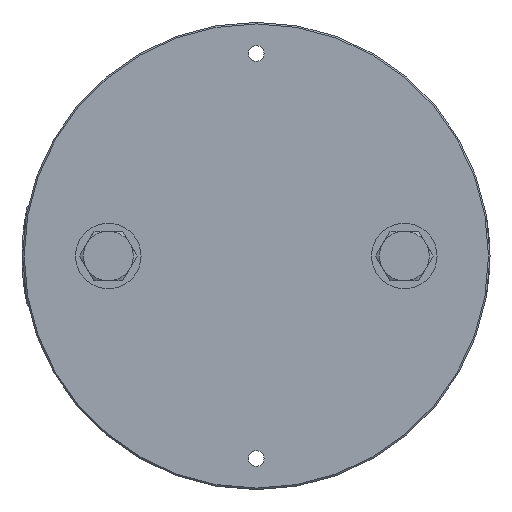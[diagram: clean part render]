
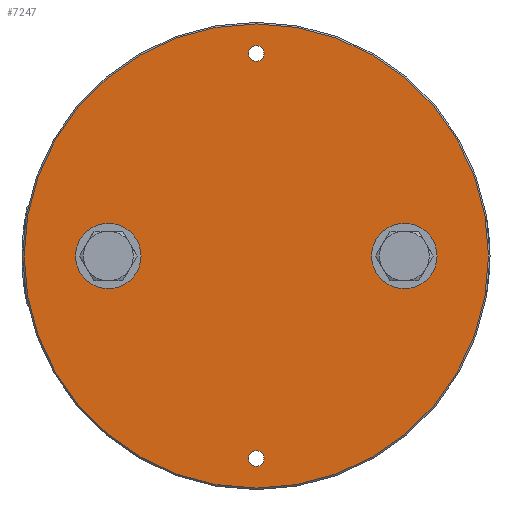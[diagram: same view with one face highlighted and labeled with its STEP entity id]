
A CAD part, left-side view. The second image highlights one B-rep face of the part: STEP entity #7247.
In plain terms, the highlighted planar face has unit normal (-1, 0, 0).
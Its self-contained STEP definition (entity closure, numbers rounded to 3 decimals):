
#58 = VERTEX_POINT ( 'NONE', #8628 ) ;
#192 = DIRECTION ( 'NONE',  ( 0., 0., 1. ) ) ;
#386 = CIRCLE ( 'NONE', #3988, 2.5 ) ;
#447 = CARTESIAN_POINT ( 'NONE',  ( -3., 0., 74.5 ) ) ;
#465 = EDGE_LOOP ( 'NONE', ( #2859, #1495 ) ) ;
#551 = FACE_BOUND ( 'NONE', #979, .T. ) ;
#572 = CIRCLE ( 'NONE', #1133, 4.25 ) ;
#711 = ORIENTED_EDGE ( 'NONE', *, *, #3895, .T. ) ;
#835 = CARTESIAN_POINT ( 'NONE',  ( -3., 47.5, 0. ) ) ;
#850 = DIRECTION ( 'NONE',  ( -1., 0., 0. ) ) ;
#875 = ORIENTED_EDGE ( 'NONE', *, *, #10209, .F. ) ;
#942 = PLANE ( 'NONE',  #5557 ) ;
#979 = EDGE_LOOP ( 'NONE', ( #875, #9656 ) ) ;
#1133 = AXIS2_PLACEMENT_3D ( 'NONE', #6689, #850, #5846 ) ;
#1283 = DIRECTION ( 'NONE',  ( -1., 0., 0. ) ) ;
#1495 = ORIENTED_EDGE ( 'NONE', *, *, #7079, .F. ) ;
#1497 = DIRECTION ( 'NONE',  ( 0., 0., -1. ) ) ;
#1929 = EDGE_CURVE ( 'NONE', #6784, #58, #9513, .T. ) ;
#2175 = CIRCLE ( 'NONE', #6102, 2.5 ) ;
#2183 = CARTESIAN_POINT ( 'NONE',  ( -3., 47.5, -4.25 ) ) ;
#2206 = CIRCLE ( 'NONE', #8404, 74.5 ) ;
#2247 = AXIS2_PLACEMENT_3D ( 'NONE', #10098, #9308, #7667 ) ;
#2559 = CARTESIAN_POINT ( 'NONE',  ( -3., 0., 0. ) ) ;
#2793 = FACE_BOUND ( 'NONE', #6584, .T. ) ;
#2857 = ORIENTED_EDGE ( 'NONE', *, *, #10067, .F. ) ;
#2859 = ORIENTED_EDGE ( 'NONE', *, *, #6805, .F. ) ;
#2948 = CIRCLE ( 'NONE', #8142, 2.5 ) ;
#3219 = CARTESIAN_POINT ( 'NONE',  ( -3., 0., 65. ) ) ;
#3359 = ORIENTED_EDGE ( 'NONE', *, *, #1929, .F. ) ;
#3399 = DIRECTION ( 'NONE',  ( -1., 0., 0. ) ) ;
#3464 = VERTEX_POINT ( 'NONE', #447 ) ;
#3477 = CARTESIAN_POINT ( 'NONE',  ( -3., -47.5, -4.25 ) ) ;
#3579 = CARTESIAN_POINT ( 'NONE',  ( -3., -47.5, 4.25 ) ) ;
#3895 = EDGE_CURVE ( 'NONE', #3464, #6857, #2206, .T. ) ;
#3981 = VERTEX_POINT ( 'NONE', #9295 ) ;
#3988 = AXIS2_PLACEMENT_3D ( 'NONE', #9278, #3399, #8413 ) ;
#4058 = DIRECTION ( 'NONE',  ( 0., 0., 1. ) ) ;
#4273 = EDGE_LOOP ( 'NONE', ( #5560, #3359 ) ) ;
#4499 = VERTEX_POINT ( 'NONE', #5779 ) ;
#4567 = DIRECTION ( 'NONE',  ( -1., 0., 0. ) ) ;
#4773 = AXIS2_PLACEMENT_3D ( 'NONE', #6297, #1283, #7139 ) ;
#4867 = CARTESIAN_POINT ( 'NONE',  ( -3., 0., -74.5 ) ) ;
#4963 = VERTEX_POINT ( 'NONE', #3579 ) ;
#5140 = EDGE_CURVE ( 'NONE', #3981, #8817, #386, .T. ) ;
#5260 = DIRECTION ( 'NONE',  ( -1., 0., 0. ) ) ;
#5371 = ORIENTED_EDGE ( 'NONE', *, *, #5528, .T. ) ;
#5528 = EDGE_CURVE ( 'NONE', #6857, #3464, #8759, .T. ) ;
#5557 = AXIS2_PLACEMENT_3D ( 'NONE', #6531, #9063, #8222 ) ;
#5560 = ORIENTED_EDGE ( 'NONE', *, *, #8444, .F. ) ;
#5779 = CARTESIAN_POINT ( 'NONE',  ( -3., 0., -62.5 ) ) ;
#5837 = DIRECTION ( 'NONE',  ( -1., 0., 0. ) ) ;
#5846 = DIRECTION ( 'NONE',  ( 0., 0., 1. ) ) ;
#6102 = AXIS2_PLACEMENT_3D ( 'NONE', #10289, #5260, #192 ) ;
#6297 = CARTESIAN_POINT ( 'NONE',  ( -3., 0., -65. ) ) ;
#6435 = CIRCLE ( 'NONE', #8776, 4.25 ) ;
#6470 = DIRECTION ( 'NONE',  ( -1., 0., 0. ) ) ;
#6531 = CARTESIAN_POINT ( 'NONE',  ( -3., 0., 0. ) ) ;
#6584 = EDGE_LOOP ( 'NONE', ( #2857, #8824 ) ) ;
#6689 = CARTESIAN_POINT ( 'NONE',  ( -3., -47.5, 0. ) ) ;
#6784 = VERTEX_POINT ( 'NONE', #2183 ) ;
#6805 = EDGE_CURVE ( 'NONE', #4963, #8851, #572, .T. ) ;
#6831 = CIRCLE ( 'NONE', #9317, 4.25 ) ;
#6857 = VERTEX_POINT ( 'NONE', #4867 ) ;
#6953 = FACE_OUTER_BOUND ( 'NONE', #9834, .T. ) ;
#7079 = EDGE_CURVE ( 'NONE', #8851, #4963, #6435, .T. ) ;
#7139 = DIRECTION ( 'NONE',  ( 0., 0., 1. ) ) ;
#7235 = FACE_BOUND ( 'NONE', #4273, .T. ) ;
#7247 = ADVANCED_FACE ( 'NONE', ( #7235, #9201, #2793, #551, #6953 ), #942, .F. ) ;
#7667 = DIRECTION ( 'NONE',  ( 0., 0., -1. ) ) ;
#7947 = CARTESIAN_POINT ( 'NONE',  ( -3., 0., -67.5 ) ) ;
#7990 = CARTESIAN_POINT ( 'NONE',  ( -3., -47.5, 0. ) ) ;
#8142 = AXIS2_PLACEMENT_3D ( 'NONE', #3219, #9068, #4058 ) ;
#8222 = DIRECTION ( 'NONE',  ( 0., 0., -1. ) ) ;
#8404 = AXIS2_PLACEMENT_3D ( 'NONE', #2559, #6470, #1497 ) ;
#8412 = CARTESIAN_POINT ( 'NONE',  ( -3., 0., 67.5 ) ) ;
#8413 = DIRECTION ( 'NONE',  ( 0., 0., 1. ) ) ;
#8444 = EDGE_CURVE ( 'NONE', #58, #6784, #6831, .T. ) ;
#8468 = VERTEX_POINT ( 'NONE', #7947 ) ;
#8628 = CARTESIAN_POINT ( 'NONE',  ( -3., 47.5, 4.25 ) ) ;
#8759 = CIRCLE ( 'NONE', #2247, 74.5 ) ;
#8763 = DIRECTION ( 'NONE',  ( -1., 0., 0. ) ) ;
#8776 = AXIS2_PLACEMENT_3D ( 'NONE', #7990, #8763, #8831 ) ;
#8817 = VERTEX_POINT ( 'NONE', #8412 ) ;
#8824 = ORIENTED_EDGE ( 'NONE', *, *, #9863, .F. ) ;
#8831 = DIRECTION ( 'NONE',  ( 0., 0., 1. ) ) ;
#8851 = VERTEX_POINT ( 'NONE', #3477 ) ;
#9063 = DIRECTION ( 'NONE',  ( 1., 0., 0. ) ) ;
#9068 = DIRECTION ( 'NONE',  ( -1., 0., 0. ) ) ;
#9072 = AXIS2_PLACEMENT_3D ( 'NONE', #835, #5837, #10902 ) ;
#9201 = FACE_BOUND ( 'NONE', #465, .T. ) ;
#9278 = CARTESIAN_POINT ( 'NONE',  ( -3., 0., 65. ) ) ;
#9295 = CARTESIAN_POINT ( 'NONE',  ( -3., 0., 62.5 ) ) ;
#9308 = DIRECTION ( 'NONE',  ( -1., 0., 0. ) ) ;
#9317 = AXIS2_PLACEMENT_3D ( 'NONE', #9616, #4567, #10478 ) ;
#9513 = CIRCLE ( 'NONE', #9072, 4.25 ) ;
#9616 = CARTESIAN_POINT ( 'NONE',  ( -3., 47.5, 0. ) ) ;
#9656 = ORIENTED_EDGE ( 'NONE', *, *, #5140, .F. ) ;
#9834 = EDGE_LOOP ( 'NONE', ( #5371, #711 ) ) ;
#9863 = EDGE_CURVE ( 'NONE', #8468, #4499, #2175, .T. ) ;
#9900 = CIRCLE ( 'NONE', #4773, 2.5 ) ;
#10067 = EDGE_CURVE ( 'NONE', #4499, #8468, #9900, .T. ) ;
#10098 = CARTESIAN_POINT ( 'NONE',  ( -3., 0., 0. ) ) ;
#10209 = EDGE_CURVE ( 'NONE', #8817, #3981, #2948, .T. ) ;
#10289 = CARTESIAN_POINT ( 'NONE',  ( -3., 0., -65. ) ) ;
#10478 = DIRECTION ( 'NONE',  ( 0., 0., 1. ) ) ;
#10902 = DIRECTION ( 'NONE',  ( 0., 0., 1. ) ) ;
